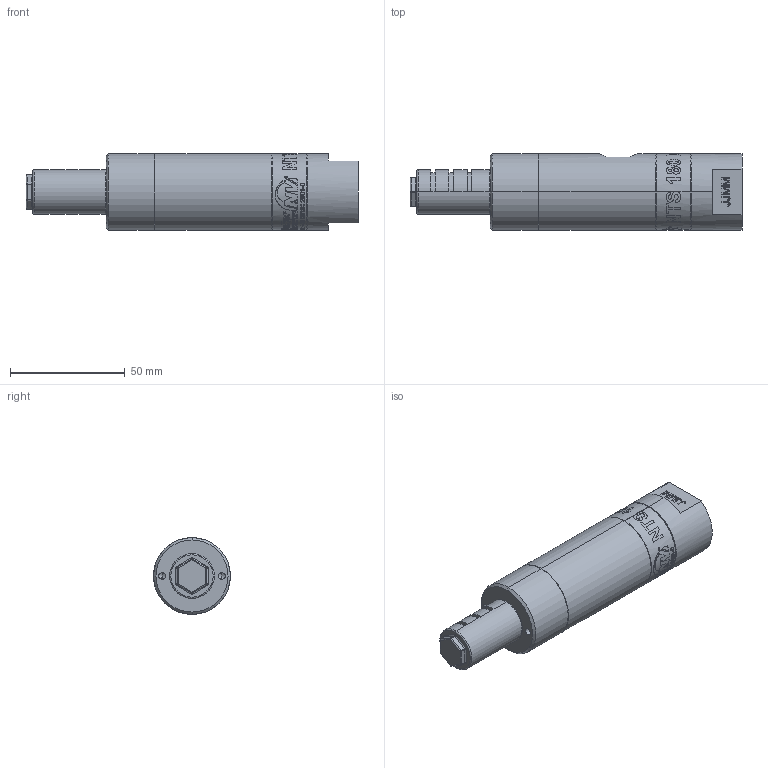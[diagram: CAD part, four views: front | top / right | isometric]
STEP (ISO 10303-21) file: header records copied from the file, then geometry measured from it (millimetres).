
FILE_DESCRIPTION (( 'STEP AP214' ), '1' );
FILE_NAME ('NTS 180 NF Kolbenvibrator #01918500.STEP', '2022-01-25T08:13:39', ( '' ), ( '' ), 'SwSTEP 2.0', 'SolidWorks 2015', '' );
FILE_SCHEMA (( 'AUTOMOTIVE_DESIGN' ));
Length unit declared in the file: millimetre
Products named in the file (1): NTS 180 NF Kolbenvibrator #01918500
Bounding box: 144.9 x 33.5 x 33.5 mm (x, y, z)
Volume: 104210.5 mm3; surface area: 29826.8 mm2
Topology: 7 solids, 7 shells, 325 faces, 1212 edges, 975 vertices
Faces by surface type: cylinder 165, plane 89, cone 32, bspline 20, torus 11, sphere 8
Entity records: 21360 total; most frequent: CARTESIAN_POINT 10930, ORIENTED_EDGE 2384, DIRECTION 1690, EDGE_CURVE 1192, VERTEX_POINT 975, AXIS2_PLACEMENT_3D 664, B_SPLINE_CURVE_WITH_KNOTS 464, EDGE_LOOP 429
